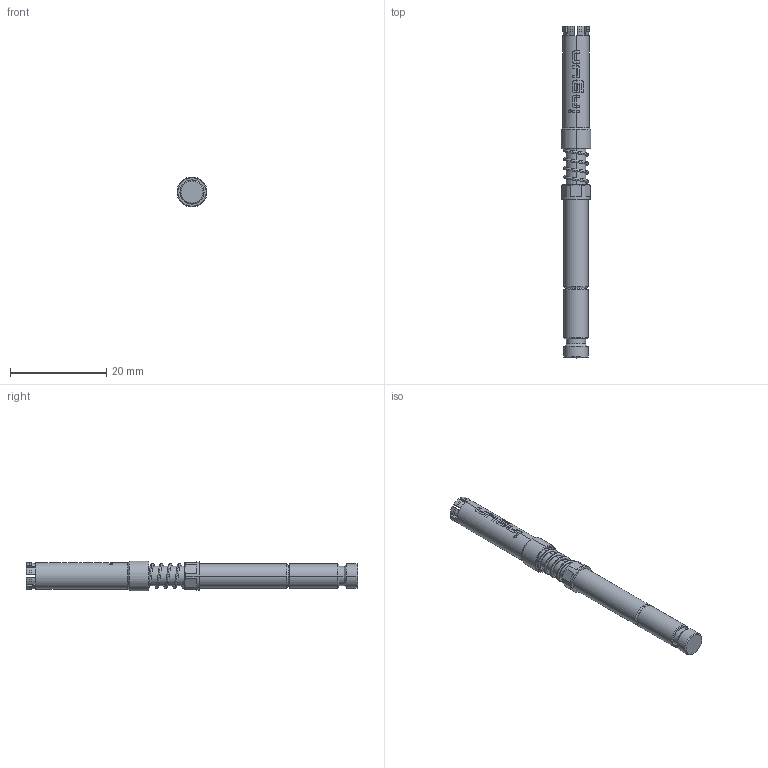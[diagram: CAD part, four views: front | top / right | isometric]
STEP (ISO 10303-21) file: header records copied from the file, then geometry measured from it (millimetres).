
FILE_DESCRIPTION (( 'STEP AP203' ), '1' );
FILE_NAME ('INGUN_HKR-672_300_080_A_xxx04_M.STEP', '2023-02-21T10:28:07', ( '' ), ( '' ), 'SwSTEP 2.0', 'SolidWorks 2021', '' );
FILE_SCHEMA (( 'CONFIG_CONTROL_DESIGN' ));
Length unit declared in the file: millimetre
Products named in the file (1): INGUN_HKR-672_300_080_A_xxx04_M
Bounding box: 6.2 x 69 x 6.2 mm (x, y, z)
Volume: 1227.7 mm3; surface area: 2127.7 mm2
Topology: 1 solids, 1 shells, 268 faces, 720 edges, 466 vertices
Faces by surface type: plane 100, cylinder 63, torus 48, cone 33, bspline 24
Entity records: 10805 total; most frequent: CARTESIAN_POINT 4190, ORIENTED_EDGE 1440, DIRECTION 1322, EDGE_CURVE 720, AXIS2_PLACEMENT_3D 549, VERTEX_POINT 466, CIRCLE 304, EDGE_LOOP 282
